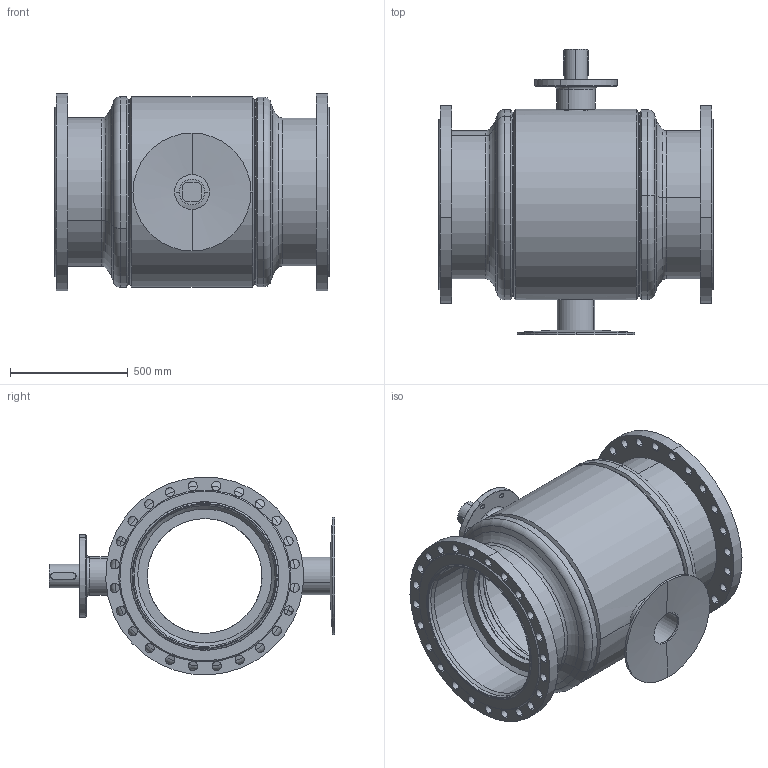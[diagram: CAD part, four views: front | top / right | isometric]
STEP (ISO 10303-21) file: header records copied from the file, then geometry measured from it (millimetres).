
FILE_DESCRIPTION (( 'STEP AP214' ), '1' );
FILE_NAME ('DN600法兰球阀PN25.STEP', '2023-10-08T08:08:52', ( '' ), ( '' ), 'SwSTEP 2.0', 'SolidWorks 2019', '' );
FILE_SCHEMA (( 'AUTOMOTIVE_DESIGN' ));
Length unit declared in the file: millimetre
Products named in the file (9): 600盓殤埴攫; 600Q367F16C-01; DN600楊擘⑩概PN25; 600概裝; 600瑩; 600埴攫盓殤奪; 600 晚概极; 600粣杶蜊傻; 600楊擘2.5
Assembly tree (11 placements, depth 2):
  DN600楊擘⑩概PN25
    600Q367F16C-01
    600粣杶蜊傻
    600 晚概极  x2
    600概裝
    600瑩  x2
    600埴攫盓殤奪
    600盓殤埴攫
    600楊擘2.5  x2
Bounding box: 1163 x 1211.76 x 839.12 mm (x, y, z)
Volume: 121600621.3 mm3; surface area: 8862336.5 mm2
Topology: 11 solids, 11 shells, 351 faces, 848 edges, 535 vertices
Faces by surface type: cylinder 218, cone 61, plane 58, torus 14
Entity records: 8782 total; most frequent: CARTESIAN_POINT 1976, DIRECTION 1385, ORIENTED_EDGE 1160, EDGE_CURVE 580, AXIS2_PLACEMENT_3D 578, VERTEX_POINT 365, EDGE_LOOP 331, CIRCLE 323
